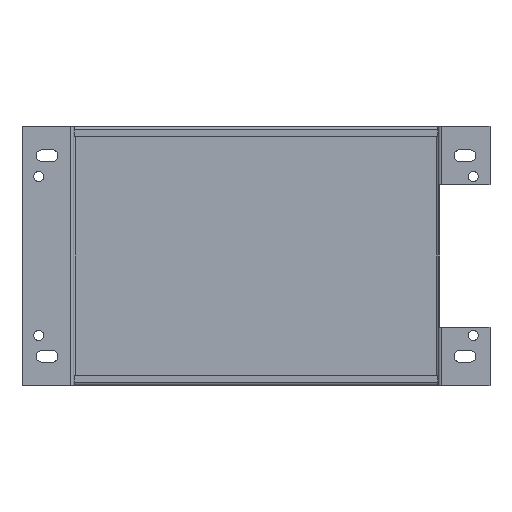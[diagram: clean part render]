
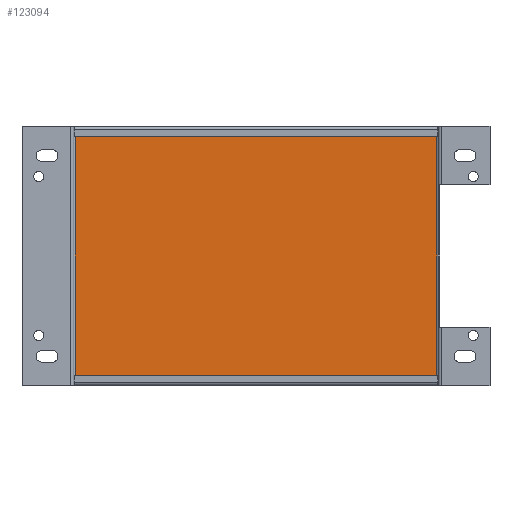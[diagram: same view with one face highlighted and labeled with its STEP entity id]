
A CAD part, front view. The second image highlights one B-rep face of the part: STEP entity #123094.
In plain terms, the highlighted planar face has unit normal (0, -1, 0).
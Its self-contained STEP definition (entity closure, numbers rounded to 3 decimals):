
#1500 = EDGE_CURVE ( 'Defeature ausgef�hrt1_50+Defeature ausgef�hrt1_19+Defeature ausgef�hrt1_49+Defeature ausgef�hrt1_48', #96723, #109130, #4936, .T. ) ;
#4936 = LINE ( 'NONE', #42107, #123652 ) ;
#20494 = CARTESIAN_POINT ( 'NONE',  ( 108., -1., -77.5 ) ) ;
#23921 = VECTOR ( 'NONE', #74766, 1000. ) ;
#27506 = VECTOR ( 'NONE', #151648, 1000. ) ;
#33433 = PLANE ( 'NONE',  #81541 ) ;
#39720 = EDGE_CURVE ( 'Defeature ausgef�hrt1_39+Defeature ausgef�hrt1_19+Defeature ausgef�hrt1_38+Defeature ausgef�hrt1_37', #49482, #141788, #59493, .T. ) ;
#41088 = EDGE_CURVE ( 'Defeature ausgef�hrt1_31+Defeature ausgef�hrt1_19+Defeature ausgef�hrt1_29+Defeature ausgef�hrt1_30', #141788, #96723, #104225, .T. ) ;
#42107 = CARTESIAN_POINT ( 'NONE',  ( -108., -1., -77.5 ) ) ;
#42630 = CARTESIAN_POINT ( 'NONE',  ( -108., -1., -75.5 ) ) ;
#49482 = VERTEX_POINT ( 'NONE', #67882 ) ;
#54178 = DIRECTION ( 'NONE',  ( 0., 0., 1. ) ) ;
#55963 = LINE ( 'NONE', #130586, #23921 ) ;
#55990 = ORIENTED_EDGE ( 'NONE', *, *, #41088, .F. ) ;
#59493 = LINE ( 'NONE', #20494, #27506 ) ;
#59841 = DIRECTION ( 'NONE',  ( -1., 0., 0. ) ) ;
#67882 = CARTESIAN_POINT ( 'NONE',  ( 108., -1., 75.5 ) ) ;
#69190 = DIRECTION ( 'NONE',  ( 0., 1., 0. ) ) ;
#74766 = DIRECTION ( 'NONE',  ( 1., 0., 0. ) ) ;
#81541 = AXIS2_PLACEMENT_3D ( 'NONE', #93916, #69190, #117568 ) ;
#88864 = FACE_OUTER_BOUND ( 'NONE', #132426, .T. ) ;
#90922 = EDGE_CURVE ( 'Defeature ausgef�hrt1_23+Defeature ausgef�hrt1_19+Defeature ausgef�hrt1_21+Defeature ausgef�hrt1_22', #109130, #49482, #55963, .T. ) ;
#93916 = CARTESIAN_POINT ( 'NONE',  ( 0., -1., 0. ) ) ;
#96723 = VERTEX_POINT ( 'NONE', #42630 ) ;
#104225 = LINE ( 'NONE', #145173, #124921 ) ;
#108577 = ORIENTED_EDGE ( 'NONE', *, *, #90922, .F. ) ;
#109130 = VERTEX_POINT ( 'NONE', #124706 ) ;
#109952 = ORIENTED_EDGE ( 'NONE', *, *, #1500, .F. ) ;
#116294 = CARTESIAN_POINT ( 'NONE',  ( 108., -1., -75.5 ) ) ;
#117568 = DIRECTION ( 'NONE',  ( 0., 0., 1. ) ) ;
#123094 = ADVANCED_FACE ( 'Defeature ausgef�hrt1_19', ( #88864 ), #33433, .F. ) ;
#123652 = VECTOR ( 'NONE', #54178, 1000. ) ;
#124706 = CARTESIAN_POINT ( 'NONE',  ( -108., -1., 75.5 ) ) ;
#124921 = VECTOR ( 'NONE', #59841, 1000. ) ;
#130586 = CARTESIAN_POINT ( 'NONE',  ( -108., -1., 75.5 ) ) ;
#131032 = ORIENTED_EDGE ( 'NONE', *, *, #39720, .F. ) ;
#132426 = EDGE_LOOP ( 'NONE', ( #55990, #131032, #108577, #109952 ) ) ;
#141788 = VERTEX_POINT ( 'NONE', #116294 ) ;
#145173 = CARTESIAN_POINT ( 'NONE',  ( 108., -1., -75.5 ) ) ;
#151648 = DIRECTION ( 'NONE',  ( 0., 0., -1. ) ) ;
